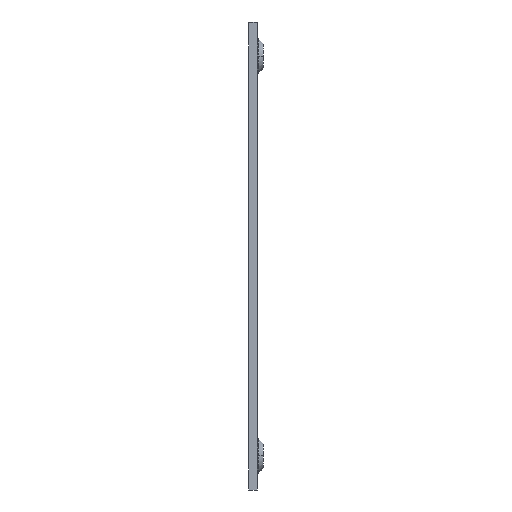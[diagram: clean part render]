
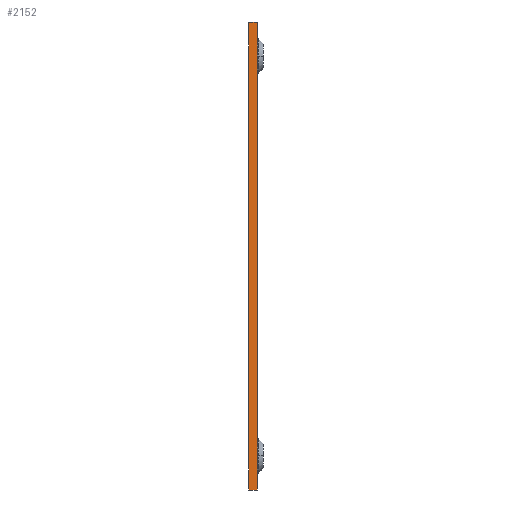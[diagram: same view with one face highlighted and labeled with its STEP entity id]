
A CAD part, left-side view. The second image highlights one B-rep face of the part: STEP entity #2152.
In plain terms, the highlighted planar face has unit normal (-1, 0, 0).
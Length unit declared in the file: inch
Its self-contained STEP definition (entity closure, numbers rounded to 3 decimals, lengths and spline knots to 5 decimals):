
#2150 = ORIENTED_EDGE ( 'NONE', *, *, #3142, .F. ) ;
#2152 = ADVANCED_FACE ( 'NONE', ( #2498 ), #2497, .T. ) ;
#2153 = EDGE_LOOP ( 'NONE', ( #2154, #2150, #3181, #3179 ) ) ;
#2154 = ORIENTED_EDGE ( 'NONE', *, *, #2155, .F. ) ;
#2155 = EDGE_CURVE ( 'NONE', #3230, #2869, #2492, .T. ) ;
#2255 = VERTEX_POINT ( 'NONE', #2544 ) ;
#2489 = DIRECTION ( 'NONE',  ( 0., -1., 0. ) ) ;
#2490 = VECTOR ( 'NONE', #2489, 39.37008 ) ;
#2491 = CARTESIAN_POINT ( 'NONE',  ( -1.34, 0.06, 1.615 ) ) ;
#2492 = LINE ( 'NONE', #2491, #2490 ) ;
#2493 = DIRECTION ( 'NONE',  ( 0., 0., 1. ) ) ;
#2494 = DIRECTION ( 'NONE',  ( -1., 0., 0. ) ) ;
#2495 = CARTESIAN_POINT ( 'NONE',  ( -1.34, 0.06, -1.615 ) ) ;
#2496 = AXIS2_PLACEMENT_3D ( 'NONE', #2495, #2494, #2493 ) ;
#2497 = PLANE ( 'NONE',  #2496 ) ;
#2498 = FACE_OUTER_BOUND ( 'NONE', #2153, .T. ) ;
#2509 = EDGE_CURVE ( 'NONE', #2255, #2869, #2543, .T. ) ;
#2539 = CARTESIAN_POINT ( 'NONE',  ( -1.34, 0., 1.615 ) ) ;
#2540 = DIRECTION ( 'NONE',  ( 0., 0., 1. ) ) ;
#2541 = VECTOR ( 'NONE', #2540, 39.37008 ) ;
#2542 = CARTESIAN_POINT ( 'NONE',  ( -1.34, 0., -1.615 ) ) ;
#2543 = LINE ( 'NONE', #2542, #2541 ) ;
#2544 = CARTESIAN_POINT ( 'NONE',  ( -1.34, 0., -1.615 ) ) ;
#2635 = DIRECTION ( 'NONE',  ( 0., 0., 1. ) ) ;
#2636 = VECTOR ( 'NONE', #2635, 39.37008 ) ;
#2637 = CARTESIAN_POINT ( 'NONE',  ( -1.34, 0.06, -1.615 ) ) ;
#2638 = LINE ( 'NONE', #2637, #2636 ) ;
#2689 = DIRECTION ( 'NONE',  ( 0., -1., 0. ) ) ;
#2690 = VECTOR ( 'NONE', #2689, 39.37008 ) ;
#2691 = CARTESIAN_POINT ( 'NONE',  ( -1.34, 0.06, -1.615 ) ) ;
#2692 = LINE ( 'NONE', #2691, #2690 ) ;
#2755 = CARTESIAN_POINT ( 'NONE',  ( -1.34, 0.06, -1.615 ) ) ;
#2800 = CARTESIAN_POINT ( 'NONE',  ( -1.34, 0.06, 1.615 ) ) ;
#2869 = VERTEX_POINT ( 'NONE', #2539 ) ;
#3142 = EDGE_CURVE ( 'NONE', #3216, #3230, #2638, .T. ) ;
#3179 = ORIENTED_EDGE ( 'NONE', *, *, #2509, .T. ) ;
#3181 = ORIENTED_EDGE ( 'NONE', *, *, #3182, .T. ) ;
#3182 = EDGE_CURVE ( 'NONE', #3216, #2255, #2692, .T. ) ;
#3216 = VERTEX_POINT ( 'NONE', #2755 ) ;
#3230 = VERTEX_POINT ( 'NONE', #2800 ) ;
